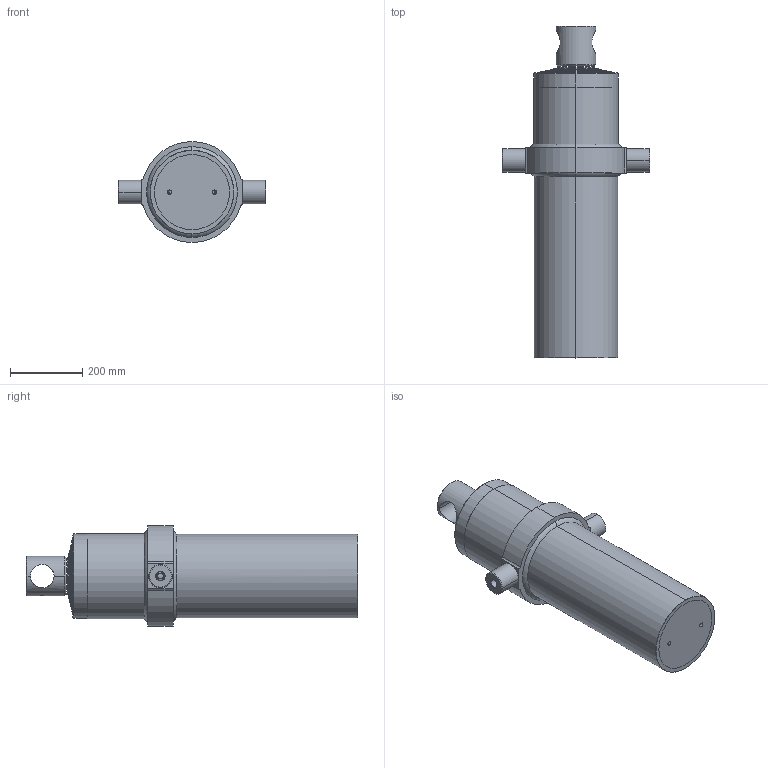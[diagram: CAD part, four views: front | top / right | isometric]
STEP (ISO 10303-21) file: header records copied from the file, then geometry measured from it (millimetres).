
FILE_DESCRIPTION (( 'STEP AP203' ), '1' );
FILE_NAME ('632.L.STEP', '2014-10-27T12:51:01', ( '' ), ( '' ), 'SwSTEP 2.0', 'SolidWorks 2013', '' );
FILE_SCHEMA (( 'CONFIG_CONTROL_DESIGN' ));
Length unit declared in the file: millimetre
Products named in the file (1): 632.L
Bounding box: 410 x 921 x 279.49 mm (x, y, z)
Surface area: 2510228.6 mm2 (no closed solid volume)
Topology: 0 solids, 19 shells, 112 faces, 281 edges, 182 vertices
Faces by surface type: cylinder 51, cone 36, plane 17, torus 8
Entity records: 3959 total; most frequent: CARTESIAN_POINT 1095, DIRECTION 673, ORIENTED_EDGE 478, AXIS2_PLACEMENT_3D 289, EDGE_CURVE 281, VERTEX_POINT 182, CIRCLE 176, EDGE_LOOP 131
